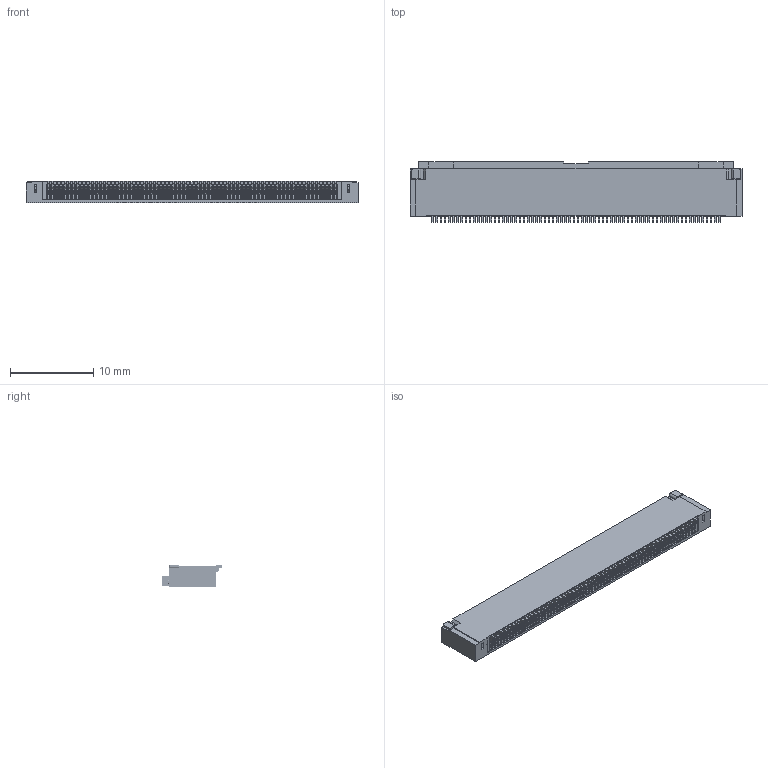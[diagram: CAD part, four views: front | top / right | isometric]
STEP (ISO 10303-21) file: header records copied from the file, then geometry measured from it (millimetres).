
FILE_DESCRIPTION((''),'2;1');
FILE_NAME('FPC05-255H-COVER-70P_ASM','2022-12-19T15:51:14',('Administrator'),(''),'CREO PARAMETRIC BY PTC INC, 2020033','CREO PARAMETRIC BY PTC INC, 2020033','');
FILE_SCHEMA(('CONFIG_CONTROL_DESIGN'));
Products named in the file (1): FPC05-255H-COVER-70P_ASM
Bounding box: 39.95 x 7.25 x 2.55 mm (x, y, z)
Volume: 401.6 mm3; surface area: 2674.4 mm2
Topology: 1 solids, 1 shells, 5899 faces, 18114 edges, 11721 vertices
Faces by surface type: plane 3105, cylinder 2512, sphere 140, torus 140, bspline 2
Entity records: 204521 total; most frequent: CARTESIAN_POINT 38958, ORIENTED_EDGE 36228, DIRECTION 34285, EDGE_CURVE 18114, VECTOR 12309, LINE 12309, VERTEX_POINT 11721, AXIS2_PLACEMENT_3D 10988
